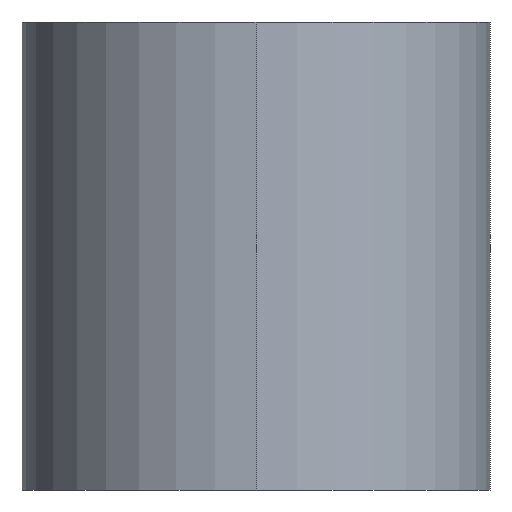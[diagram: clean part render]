
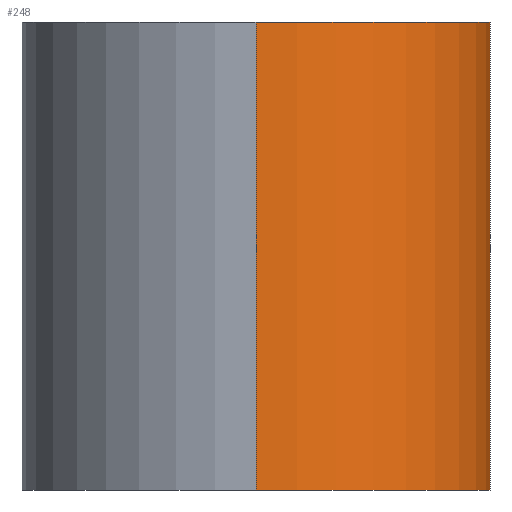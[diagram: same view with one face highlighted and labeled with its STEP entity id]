
A CAD part, left-side view. The second image highlights one B-rep face of the part: STEP entity #248.
In plain terms, the highlighted cylindrical face has radius 2 mm (diameter 4 mm), a partial arc.
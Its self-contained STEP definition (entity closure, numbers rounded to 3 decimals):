
#1 = VERTEX_POINT ( 'NONE', #267 ) ;
#4 = ORIENTED_EDGE ( 'NONE', *, *, #34, .T. ) ;
#7 = VECTOR ( 'NONE', #209, 1000. ) ;
#17 = DIRECTION ( 'NONE',  ( 0., 0., -1. ) ) ;
#19 = DIRECTION ( 'NONE',  ( 0., 0., -1. ) ) ;
#34 = EDGE_CURVE ( 'NONE', #1, #133, #93, .T. ) ;
#39 = DIRECTION ( 'NONE',  ( -1., 0., 0. ) ) ;
#41 = CARTESIAN_POINT ( 'NONE',  ( -6., 0., 0. ) ) ;
#43 = CARTESIAN_POINT ( 'NONE',  ( -4., 0., 4. ) ) ;
#56 = CIRCLE ( 'NONE', #90, 2. ) ;
#82 = EDGE_CURVE ( 'NONE', #133, #212, #139, .T. ) ;
#85 = ORIENTED_EDGE ( 'NONE', *, *, #149, .F. ) ;
#90 = AXIS2_PLACEMENT_3D ( 'NONE', #43, #173, #145 ) ;
#91 = EDGE_LOOP ( 'NONE', ( #155, #4, #96, #85 ) ) ;
#93 = LINE ( 'NONE', #107, #7 ) ;
#96 = ORIENTED_EDGE ( 'NONE', *, *, #82, .T. ) ;
#101 = CARTESIAN_POINT ( 'NONE',  ( -4., -2., 0. ) ) ;
#107 = CARTESIAN_POINT ( 'NONE',  ( -6., 0., 4. ) ) ;
#109 = AXIS2_PLACEMENT_3D ( 'NONE', #275, #17, #39 ) ;
#121 = DIRECTION ( 'NONE',  ( -1., 0., 0. ) ) ;
#133 = VERTEX_POINT ( 'NONE', #41 ) ;
#139 = CIRCLE ( 'NONE', #166, 2. ) ;
#145 = DIRECTION ( 'NONE',  ( -1., 0., 0. ) ) ;
#149 = EDGE_CURVE ( 'NONE', #170, #212, #179, .T. ) ;
#155 = ORIENTED_EDGE ( 'NONE', *, *, #201, .F. ) ;
#162 = CARTESIAN_POINT ( 'NONE',  ( -4., 0., 0. ) ) ;
#166 = AXIS2_PLACEMENT_3D ( 'NONE', #162, #274, #121 ) ;
#170 = VERTEX_POINT ( 'NONE', #213 ) ;
#173 = DIRECTION ( 'NONE',  ( 0., 0., 1. ) ) ;
#175 = VECTOR ( 'NONE', #19, 1000. ) ;
#176 = FACE_OUTER_BOUND ( 'NONE', #91, .T. ) ;
#179 = LINE ( 'NONE', #262, #175 ) ;
#189 = CYLINDRICAL_SURFACE ( 'NONE', #109, 2. ) ;
#201 = EDGE_CURVE ( 'NONE', #1, #170, #56, .T. ) ;
#209 = DIRECTION ( 'NONE',  ( 0., 0., -1. ) ) ;
#212 = VERTEX_POINT ( 'NONE', #101 ) ;
#213 = CARTESIAN_POINT ( 'NONE',  ( -4., -2., 4. ) ) ;
#248 = ADVANCED_FACE ( 'NONE', ( #176 ), #189, .T. ) ;
#262 = CARTESIAN_POINT ( 'NONE',  ( -4., -2., 4. ) ) ;
#267 = CARTESIAN_POINT ( 'NONE',  ( -6., 0., 4. ) ) ;
#274 = DIRECTION ( 'NONE',  ( 0., 0., 1. ) ) ;
#275 = CARTESIAN_POINT ( 'NONE',  ( -4., 0., 4. ) ) ;
